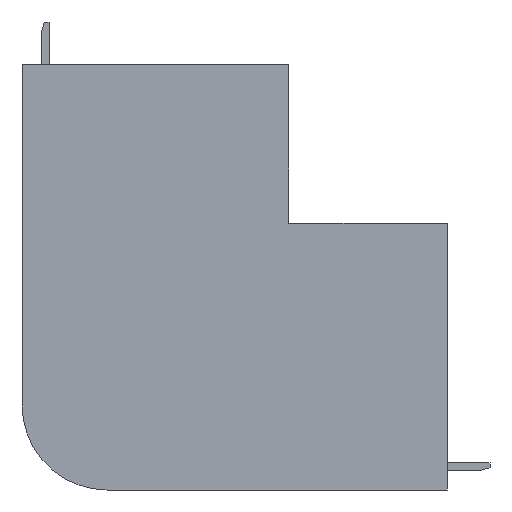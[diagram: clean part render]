
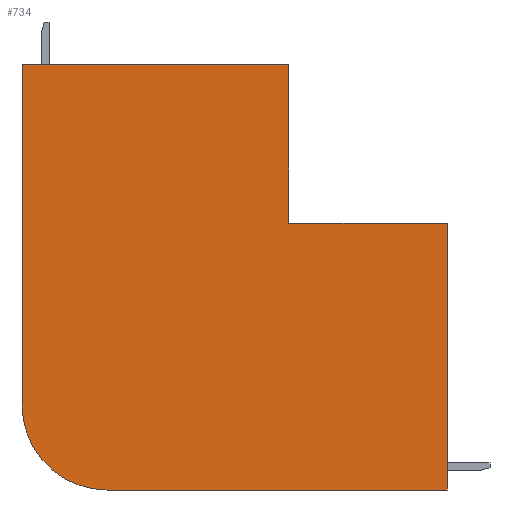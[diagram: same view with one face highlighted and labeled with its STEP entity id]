
A CAD part, left-side view. The second image highlights one B-rep face of the part: STEP entity #734.
In plain terms, the highlighted planar face has unit normal (-1, 0, 0).
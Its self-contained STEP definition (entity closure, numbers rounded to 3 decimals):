
#1 = CARTESIAN_POINT ( 'NONE',  ( -57.2, 30., -50. ) ) ;
#8 = VECTOR ( 'NONE', #1274, 1000. ) ;
#15 = CARTESIAN_POINT ( 'NONE',  ( -57.2, -12.7, 50. ) ) ;
#19 = CARTESIAN_POINT ( 'NONE',  ( -57.2, 50., 50. ) ) ;
#23 = LINE ( 'NONE', #803, #8 ) ;
#90 = EDGE_CURVE ( 'NONE', #567, #452, #593, .T. ) ;
#140 = CARTESIAN_POINT ( 'NONE',  ( -57.2, -50., -50. ) ) ;
#209 = VECTOR ( 'NONE', #927, 1000. ) ;
#222 = ORIENTED_EDGE ( 'NONE', *, *, #868, .F. ) ;
#283 = DIRECTION ( 'NONE',  ( 1., 0., 0. ) ) ;
#331 = DIRECTION ( 'NONE',  ( 0., 1., 0. ) ) ;
#346 = EDGE_CURVE ( 'NONE', #714, #1247, #459, .T. ) ;
#351 = VERTEX_POINT ( 'NONE', #1 ) ;
#371 = EDGE_CURVE ( 'NONE', #452, #714, #800, .T. ) ;
#396 = CARTESIAN_POINT ( 'NONE',  ( -57.2, 30., -30. ) ) ;
#406 = PLANE ( 'NONE',  #1354 ) ;
#414 = LINE ( 'NONE', #862, #726 ) ;
#425 = VERTEX_POINT ( 'NONE', #1435 ) ;
#452 = VERTEX_POINT ( 'NONE', #1086 ) ;
#459 = LINE ( 'NONE', #15, #513 ) ;
#513 = VECTOR ( 'NONE', #704, 1000. ) ;
#541 = AXIS2_PLACEMENT_3D ( 'NONE', #1417, #1436, #620 ) ;
#567 = VERTEX_POINT ( 'NONE', #1353 ) ;
#571 = EDGE_CURVE ( 'NONE', #864, #351, #1000, .T. ) ;
#593 = LINE ( 'NONE', #19, #1351 ) ;
#620 = DIRECTION ( 'NONE',  ( 0., 0., -1. ) ) ;
#704 = DIRECTION ( 'NONE',  ( 0., 0., -1. ) ) ;
#714 = VERTEX_POINT ( 'NONE', #850 ) ;
#726 = VECTOR ( 'NONE', #1316, 1000. ) ;
#734 = ADVANCED_FACE ( 'NONE', ( #967 ), #406, .F. ) ;
#738 = DIRECTION ( 'NONE',  ( 0., 0., -1. ) ) ;
#740 = ORIENTED_EDGE ( 'NONE', *, *, #90, .F. ) ;
#799 = ORIENTED_EDGE ( 'NONE', *, *, #1013, .F. ) ;
#800 = LINE ( 'NONE', #1266, #209 ) ;
#803 = CARTESIAN_POINT ( 'NONE',  ( -57.2, -50., 12.7 ) ) ;
#815 = CARTESIAN_POINT ( 'NONE',  ( -57.2, -12.7, 12.7 ) ) ;
#850 = CARTESIAN_POINT ( 'NONE',  ( -57.2, -12.7, 50. ) ) ;
#862 = CARTESIAN_POINT ( 'NONE',  ( -57.2, -50., 12.7 ) ) ;
#864 = VERTEX_POINT ( 'NONE', #140 ) ;
#868 = EDGE_CURVE ( 'NONE', #1247, #425, #23, .T. ) ;
#927 = DIRECTION ( 'NONE',  ( 0., -1., 0. ) ) ;
#967 = FACE_OUTER_BOUND ( 'NONE', #1128, .T. ) ;
#982 = ORIENTED_EDGE ( 'NONE', *, *, #1270, .F. ) ;
#1000 = LINE ( 'NONE', #1008, #1447 ) ;
#1008 = CARTESIAN_POINT ( 'NONE',  ( -57.2, 30., -50. ) ) ;
#1013 = EDGE_CURVE ( 'NONE', #425, #864, #414, .T. ) ;
#1068 = DIRECTION ( 'NONE',  ( 0., 0., 1. ) ) ;
#1086 = CARTESIAN_POINT ( 'NONE',  ( -57.2, 50., 50. ) ) ;
#1126 = ORIENTED_EDGE ( 'NONE', *, *, #571, .F. ) ;
#1128 = EDGE_LOOP ( 'NONE', ( #799, #222, #1212, #1209, #740, #982, #1126 ) ) ;
#1209 = ORIENTED_EDGE ( 'NONE', *, *, #371, .F. ) ;
#1212 = ORIENTED_EDGE ( 'NONE', *, *, #346, .F. ) ;
#1247 = VERTEX_POINT ( 'NONE', #815 ) ;
#1266 = CARTESIAN_POINT ( 'NONE',  ( -57.2, 50., 50. ) ) ;
#1270 = EDGE_CURVE ( 'NONE', #351, #567, #1397, .T. ) ;
#1274 = DIRECTION ( 'NONE',  ( 0., -1., 0. ) ) ;
#1316 = DIRECTION ( 'NONE',  ( 0., 0., -1. ) ) ;
#1351 = VECTOR ( 'NONE', #1068, 1000. ) ;
#1353 = CARTESIAN_POINT ( 'NONE',  ( -57.2, 50., -30. ) ) ;
#1354 = AXIS2_PLACEMENT_3D ( 'NONE', #396, #283, #738 ) ;
#1397 = CIRCLE ( 'NONE', #541, 20. ) ;
#1417 = CARTESIAN_POINT ( 'NONE',  ( -57.2, 30., -30. ) ) ;
#1435 = CARTESIAN_POINT ( 'NONE',  ( -57.2, -50., 12.7 ) ) ;
#1436 = DIRECTION ( 'NONE',  ( 1., 0., 0. ) ) ;
#1447 = VECTOR ( 'NONE', #331, 1000. ) ;
